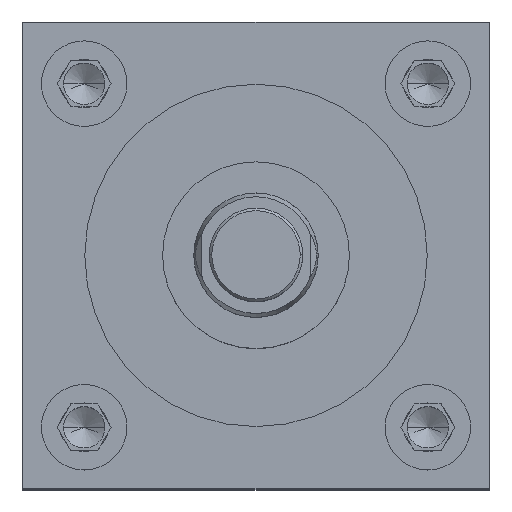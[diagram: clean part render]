
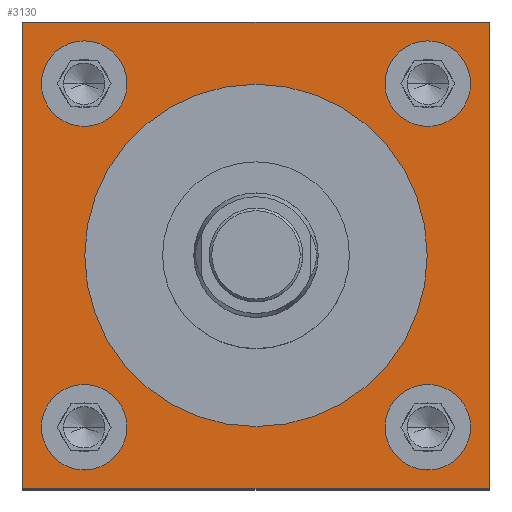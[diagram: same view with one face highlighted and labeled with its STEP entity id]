
A CAD part, top view. The second image highlights one B-rep face of the part: STEP entity #3130.
In plain terms, the highlighted planar face has unit normal (0, 0, 1).
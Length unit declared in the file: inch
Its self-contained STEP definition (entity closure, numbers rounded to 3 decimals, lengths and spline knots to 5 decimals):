
#92 = CARTESIAN_POINT ( 'NONE',  ( 1.875, -1.875, 5.25 ) ) ;
#106 = CARTESIAN_POINT ( 'NONE',  ( -1.875, 1.875, 5.25 ) ) ;
#198 = CARTESIAN_POINT ( 'NONE',  ( 1.0365, 1.38, 5.25 ) ) ;
#236 = CARTESIAN_POINT ( 'NONE',  ( -1.375, 0., 5.25 ) ) ;
#237 = ORIENTED_EDGE ( 'NONE', *, *, #4753, .F. ) ;
#246 = CARTESIAN_POINT ( 'NONE',  ( -1.875, -1.875, 5.25 ) ) ;
#260 = CIRCLE ( 'NONE', #3077, 0.3435 ) ;
#372 = CIRCLE ( 'NONE', #1974, 1.375 ) ;
#412 = DIRECTION ( 'NONE',  ( 0., 0., 1. ) ) ;
#413 = DIRECTION ( 'NONE',  ( 0., 0., 1. ) ) ;
#524 = CARTESIAN_POINT ( 'NONE',  ( 0., 0., 5.25 ) ) ;
#545 = DIRECTION ( 'NONE',  ( 1., 0., 0. ) ) ;
#569 = VERTEX_POINT ( 'NONE', #1452 ) ;
#584 = PLANE ( 'NONE',  #5008 ) ;
#651 = EDGE_LOOP ( 'NONE', ( #4062, #1049 ) ) ;
#782 = CARTESIAN_POINT ( 'NONE',  ( 1.38, 1.38, 5.25 ) ) ;
#796 = CARTESIAN_POINT ( 'NONE',  ( 1.38, -1.38, 5.25 ) ) ;
#890 = VECTOR ( 'NONE', #3033, 39.37008 ) ;
#918 = EDGE_CURVE ( 'NONE', #5204, #5794, #1580, .T. ) ;
#1035 = DIRECTION ( 'NONE',  ( 0., 0., 1. ) ) ;
#1042 = ORIENTED_EDGE ( 'NONE', *, *, #3456, .F. ) ;
#1049 = ORIENTED_EDGE ( 'NONE', *, *, #4548, .F. ) ;
#1050 = FACE_BOUND ( 'NONE', #651, .T. ) ;
#1085 = DIRECTION ( 'NONE',  ( 1., 0., 0. ) ) ;
#1172 = CARTESIAN_POINT ( 'NONE',  ( 1.7235, -1.38, 5.25 ) ) ;
#1186 = CARTESIAN_POINT ( 'NONE',  ( 1.375, 0., 5.25 ) ) ;
#1289 = EDGE_CURVE ( 'NONE', #4795, #1520, #2790, .T. ) ;
#1321 = CARTESIAN_POINT ( 'NONE',  ( -1.38, -1.38, 5.25 ) ) ;
#1409 = EDGE_CURVE ( 'NONE', #5456, #569, #3796, .T. ) ;
#1452 = CARTESIAN_POINT ( 'NONE',  ( 1.875, -1.875, 5.25 ) ) ;
#1520 = VERTEX_POINT ( 'NONE', #1172 ) ;
#1580 = LINE ( 'NONE', #5444, #890 ) ;
#1643 = DIRECTION ( 'NONE',  ( 0., 0., 1. ) ) ;
#1710 = VERTEX_POINT ( 'NONE', #3303 ) ;
#1715 = ORIENTED_EDGE ( 'NONE', *, *, #918, .T. ) ;
#1759 = DIRECTION ( 'NONE',  ( 0., 0., 1. ) ) ;
#1834 = ORIENTED_EDGE ( 'NONE', *, *, #5776, .F. ) ;
#1840 = AXIS2_PLACEMENT_3D ( 'NONE', #782, #4600, #4096 ) ;
#1872 = VERTEX_POINT ( 'NONE', #236 ) ;
#1883 = DIRECTION ( 'NONE',  ( 1., 0., 0. ) ) ;
#1944 = EDGE_LOOP ( 'NONE', ( #4288, #237 ) ) ;
#1974 = AXIS2_PLACEMENT_3D ( 'NONE', #5174, #412, #4234 ) ;
#2003 = DIRECTION ( 'NONE',  ( 0., 0., 1. ) ) ;
#2006 = FACE_BOUND ( 'NONE', #2478, .T. ) ;
#2051 = VECTOR ( 'NONE', #5885, 39.37008 ) ;
#2063 = CARTESIAN_POINT ( 'NONE',  ( 1.38, -1.38, 5.25 ) ) ;
#2080 = CARTESIAN_POINT ( 'NONE',  ( -1.0365, -1.38, 5.25 ) ) ;
#2166 = AXIS2_PLACEMENT_3D ( 'NONE', #4501, #1643, #3607 ) ;
#2236 = LINE ( 'NONE', #246, #4001 ) ;
#2320 = EDGE_CURVE ( 'NONE', #2777, #3709, #5726, .T. ) ;
#2333 = AXIS2_PLACEMENT_3D ( 'NONE', #524, #1035, #2972 ) ;
#2454 = CIRCLE ( 'NONE', #3772, 0.3435 ) ;
#2464 = EDGE_LOOP ( 'NONE', ( #4620, #4735 ) ) ;
#2478 = EDGE_LOOP ( 'NONE', ( #3010, #1042 ) ) ;
#2482 = CARTESIAN_POINT ( 'NONE',  ( -1.875, -1.875, 5.25 ) ) ;
#2485 = DIRECTION ( 'NONE',  ( 0., 0., -1. ) ) ;
#2521 = DIRECTION ( 'NONE',  ( -1., 0., 0. ) ) ;
#2548 = EDGE_CURVE ( 'NONE', #4471, #1872, #5067, .T. ) ;
#2691 = DIRECTION ( 'NONE',  ( 0., -1., 0. ) ) ;
#2777 = VERTEX_POINT ( 'NONE', #2080 ) ;
#2784 = EDGE_LOOP ( 'NONE', ( #4060, #4660, #5520, #1715 ) ) ;
#2790 = CIRCLE ( 'NONE', #4618, 0.3435 ) ;
#2865 = DIRECTION ( 'NONE',  ( 1., 0., 0. ) ) ;
#2972 = DIRECTION ( 'NONE',  ( 1., 0., 0. ) ) ;
#3010 = ORIENTED_EDGE ( 'NONE', *, *, #2548, .F. ) ;
#3030 = DIRECTION ( 'NONE',  ( 0., 0., 1. ) ) ;
#3033 = DIRECTION ( 'NONE',  ( -1., 0., 0. ) ) ;
#3048 = EDGE_CURVE ( 'NONE', #1710, #3737, #5317, .T. ) ;
#3057 = CARTESIAN_POINT ( 'NONE',  ( 1.0365, -1.38, 5.25 ) ) ;
#3077 = AXIS2_PLACEMENT_3D ( 'NONE', #5843, #3030, #545 ) ;
#3091 = CIRCLE ( 'NONE', #5717, 0.3435 ) ;
#3116 = CARTESIAN_POINT ( 'NONE',  ( -1.875, -1.875, 5.25 ) ) ;
#3130 = ADVANCED_FACE ( 'NONE', ( #3469, #3949, #5867, #1050, #2006, #4895 ), #584, .F. ) ;
#3303 = CARTESIAN_POINT ( 'NONE',  ( -1.0365, 1.38, 5.25 ) ) ;
#3366 = CIRCLE ( 'NONE', #1840, 0.3435 ) ;
#3456 = EDGE_CURVE ( 'NONE', #1872, #4471, #372, .T. ) ;
#3469 = FACE_BOUND ( 'NONE', #5550, .T. ) ;
#3506 = EDGE_CURVE ( 'NONE', #3709, #2777, #3091, .T. ) ;
#3544 = CARTESIAN_POINT ( 'NONE',  ( 1.7235, 1.38, 5.25 ) ) ;
#3607 = DIRECTION ( 'NONE',  ( 1., 0., 0. ) ) ;
#3709 = VERTEX_POINT ( 'NONE', #4547 ) ;
#3737 = VERTEX_POINT ( 'NONE', #6019 ) ;
#3772 = AXIS2_PLACEMENT_3D ( 'NONE', #2063, #2003, #5394 ) ;
#3796 = LINE ( 'NONE', #2482, #5124 ) ;
#3949 = FACE_BOUND ( 'NONE', #1944, .T. ) ;
#4001 = VECTOR ( 'NONE', #2691, 39.37008 ) ;
#4060 = ORIENTED_EDGE ( 'NONE', *, *, #5426, .T. ) ;
#4062 = ORIENTED_EDGE ( 'NONE', *, *, #3048, .F. ) ;
#4096 = DIRECTION ( 'NONE',  ( 1., 0., 0. ) ) ;
#4182 = CIRCLE ( 'NONE', #4793, 0.3435 ) ;
#4234 = DIRECTION ( 'NONE',  ( 1., 0., 0. ) ) ;
#4236 = CARTESIAN_POINT ( 'NONE',  ( -1.38, 1.38, 5.25 ) ) ;
#4264 = DIRECTION ( 'NONE',  ( 0., 0., 1. ) ) ;
#4288 = ORIENTED_EDGE ( 'NONE', *, *, #5886, .F. ) ;
#4327 = VERTEX_POINT ( 'NONE', #3544 ) ;
#4351 = ORIENTED_EDGE ( 'NONE', *, *, #1289, .F. ) ;
#4387 = CARTESIAN_POINT ( 'NONE',  ( -1.875, 1.875, 5.25 ) ) ;
#4392 = DIRECTION ( 'NONE',  ( 1., 0., 0. ) ) ;
#4471 = VERTEX_POINT ( 'NONE', #1186 ) ;
#4501 = CARTESIAN_POINT ( 'NONE',  ( -1.38, -1.38, 5.25 ) ) ;
#4547 = CARTESIAN_POINT ( 'NONE',  ( -1.7235, -1.38, 5.25 ) ) ;
#4548 = EDGE_CURVE ( 'NONE', #3737, #1710, #4182, .T. ) ;
#4600 = DIRECTION ( 'NONE',  ( 0., 0., 1. ) ) ;
#4618 = AXIS2_PLACEMENT_3D ( 'NONE', #796, #1759, #5084 ) ;
#4620 = ORIENTED_EDGE ( 'NONE', *, *, #2320, .F. ) ;
#4660 = ORIENTED_EDGE ( 'NONE', *, *, #1409, .T. ) ;
#4735 = ORIENTED_EDGE ( 'NONE', *, *, #3506, .F. ) ;
#4753 = EDGE_CURVE ( 'NONE', #5388, #4327, #260, .T. ) ;
#4793 = AXIS2_PLACEMENT_3D ( 'NONE', #4236, #4264, #2865 ) ;
#4795 = VERTEX_POINT ( 'NONE', #3057 ) ;
#4812 = AXIS2_PLACEMENT_3D ( 'NONE', #4837, #413, #4392 ) ;
#4837 = CARTESIAN_POINT ( 'NONE',  ( -1.38, 1.38, 5.25 ) ) ;
#4864 = CARTESIAN_POINT ( 'NONE',  ( 1.875, 1.875, 5.25 ) ) ;
#4895 = FACE_OUTER_BOUND ( 'NONE', #2784, .T. ) ;
#5008 = AXIS2_PLACEMENT_3D ( 'NONE', #106, #2485, #2521 ) ;
#5067 = CIRCLE ( 'NONE', #2333, 1.375 ) ;
#5084 = DIRECTION ( 'NONE',  ( 1., 0., 0. ) ) ;
#5124 = VECTOR ( 'NONE', #1085, 39.37008 ) ;
#5174 = CARTESIAN_POINT ( 'NONE',  ( 0., 0., 5.25 ) ) ;
#5204 = VERTEX_POINT ( 'NONE', #4864 ) ;
#5214 = DIRECTION ( 'NONE',  ( 0., 0., 1. ) ) ;
#5317 = CIRCLE ( 'NONE', #4812, 0.3435 ) ;
#5386 = LINE ( 'NONE', #92, #2051 ) ;
#5388 = VERTEX_POINT ( 'NONE', #198 ) ;
#5394 = DIRECTION ( 'NONE',  ( 1., 0., 0. ) ) ;
#5426 = EDGE_CURVE ( 'NONE', #5794, #5456, #2236, .T. ) ;
#5444 = CARTESIAN_POINT ( 'NONE',  ( -1.875, 1.875, 5.25 ) ) ;
#5456 = VERTEX_POINT ( 'NONE', #3116 ) ;
#5520 = ORIENTED_EDGE ( 'NONE', *, *, #6193, .T. ) ;
#5550 = EDGE_LOOP ( 'NONE', ( #1834, #4351 ) ) ;
#5717 = AXIS2_PLACEMENT_3D ( 'NONE', #1321, #5214, #1883 ) ;
#5726 = CIRCLE ( 'NONE', #2166, 0.3435 ) ;
#5776 = EDGE_CURVE ( 'NONE', #1520, #4795, #2454, .T. ) ;
#5794 = VERTEX_POINT ( 'NONE', #4387 ) ;
#5843 = CARTESIAN_POINT ( 'NONE',  ( 1.38, 1.38, 5.25 ) ) ;
#5867 = FACE_BOUND ( 'NONE', #2464, .T. ) ;
#5885 = DIRECTION ( 'NONE',  ( 0., 1., 0. ) ) ;
#5886 = EDGE_CURVE ( 'NONE', #4327, #5388, #3366, .T. ) ;
#6019 = CARTESIAN_POINT ( 'NONE',  ( -1.7235, 1.38, 5.25 ) ) ;
#6193 = EDGE_CURVE ( 'NONE', #569, #5204, #5386, .T. ) ;
